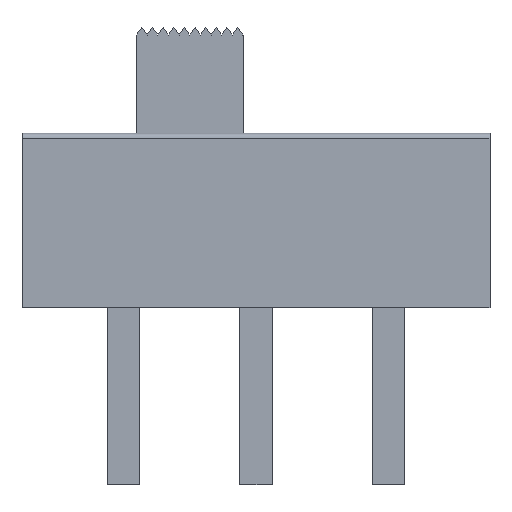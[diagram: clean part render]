
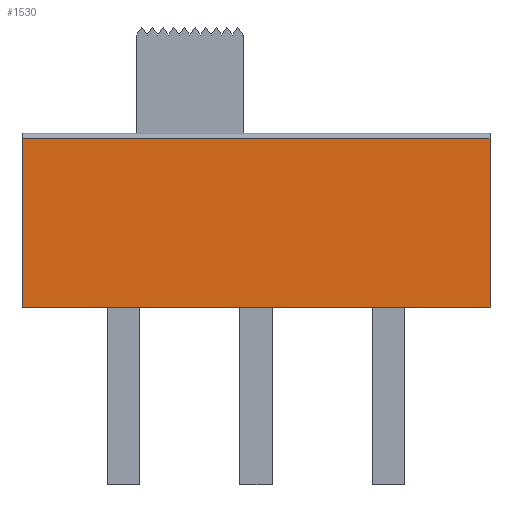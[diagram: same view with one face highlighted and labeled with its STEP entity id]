
A CAD part, front view. The second image highlights one B-rep face of the part: STEP entity #1530.
In plain terms, the highlighted planar face has unit normal (0, -1, 0).
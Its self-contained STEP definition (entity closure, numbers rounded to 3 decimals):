
#1076=CARTESIAN_POINT('',(-4.394,-1.702,3.304));
#1077=VERTEX_POINT('',#1076);
#1085=CARTESIAN_POINT('',(4.394,-1.702,3.304));
#1086=VERTEX_POINT('',#1085);
#1087=CARTESIAN_POINT('',(-4.394,-1.702,3.304));
#1088=DIRECTION('',(1.0,0.0,0.0));
#1089=VECTOR('',#1088,8.788);
#1090=LINE('',#1087,#1089);
#1091=EDGE_CURVE('',#1077,#1086,#1090,.T.);
#1174=CARTESIAN_POINT('',(-4.394,-1.702,0.127));
#1175=VERTEX_POINT('',#1174);
#1182=CARTESIAN_POINT('',(-4.394,-1.702,0.127));
#1183=DIRECTION('',(0.0,0.0,1.0));
#1184=VECTOR('',#1183,3.177);
#1185=LINE('',#1182,#1184);
#1186=EDGE_CURVE('',#1175,#1077,#1185,.T.);
#1432=CARTESIAN_POINT('',(4.394,-1.702,0.127));
#1433=VERTEX_POINT('',#1432);
#1434=CARTESIAN_POINT('',(4.394,-1.702,0.127));
#1435=DIRECTION('',(0.0,0.0,1.0));
#1436=VECTOR('',#1435,3.177);
#1437=LINE('',#1434,#1436);
#1438=EDGE_CURVE('',#1433,#1086,#1437,.T.);
#1514=CARTESIAN_POINT('',(4.394,-1.702,0.0));
#1515=DIRECTION('',(0.0,-1.0,0.0));
#1516=DIRECTION('',(0.0,0.0,-1.0));
#1517=AXIS2_PLACEMENT_3D('',#1514,#1515,#1516);
#1518=PLANE('',#1517);
#1519=ORIENTED_EDGE('',*,*,#1091,.F.);
#1520=ORIENTED_EDGE('',*,*,#1186,.F.);
#1521=CARTESIAN_POINT('',(4.394,-1.702,0.127));
#1522=DIRECTION('',(-1.0,0.0,0.0));
#1523=VECTOR('',#1522,8.788);
#1524=LINE('',#1521,#1523);
#1525=EDGE_CURVE('',#1433,#1175,#1524,.T.);
#1526=ORIENTED_EDGE('',*,*,#1525,.F.);
#1527=ORIENTED_EDGE('',*,*,#1438,.T.);
#1528=EDGE_LOOP('',(#1519,#1520,#1526,#1527));
#1529=FACE_OUTER_BOUND('',#1528,.T.);
#1530=ADVANCED_FACE('',(#1529),#1518,.T.);
